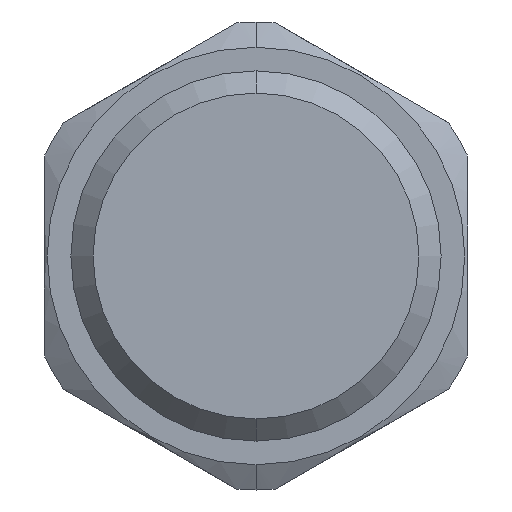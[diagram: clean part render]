
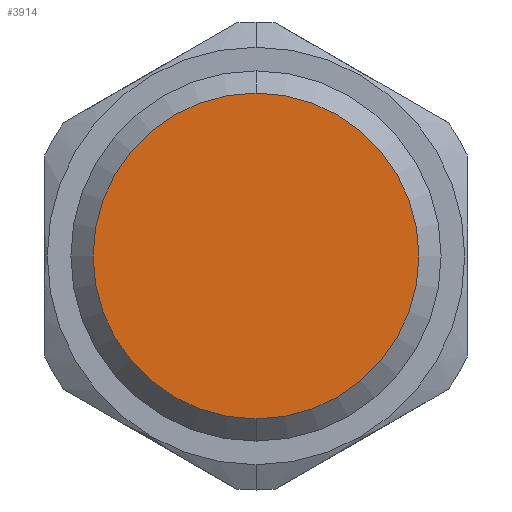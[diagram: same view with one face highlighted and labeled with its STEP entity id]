
A CAD part, left-side view. The second image highlights one B-rep face of the part: STEP entity #3914.
In plain terms, the highlighted planar face has unit normal (-1, 0, 0).
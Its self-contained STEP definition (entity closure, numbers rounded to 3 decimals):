
#171 = CARTESIAN_POINT ( 'NONE',  ( 0., 0., 11. ) ) ;
#350 = DIRECTION ( 'NONE',  ( 0., 0., -1. ) ) ;
#566 = DIRECTION ( 'NONE',  ( 1., 0., 0. ) ) ;
#1077 = PLANE ( 'NONE',  #6264 ) ;
#1687 = FACE_OUTER_BOUND ( 'NONE', #5488, .T. ) ;
#1747 = CIRCLE ( 'NONE', #5955, 11. ) ;
#2292 = DIRECTION ( 'NONE',  ( 0., 0., -1. ) ) ;
#2590 = ORIENTED_EDGE ( 'NONE', *, *, #9870, .F. ) ;
#2691 = EDGE_CURVE ( 'NONE', #3270, #10208, #3884, .T. ) ;
#3270 = VERTEX_POINT ( 'NONE', #10099 ) ;
#3884 = CIRCLE ( 'NONE', #5235, 11. ) ;
#3914 = ADVANCED_FACE ( 'NONE', ( #1687 ), #1077, .T. ) ;
#5235 = AXIS2_PLACEMENT_3D ( 'NONE', #10690, #5472, #350 ) ;
#5343 = CARTESIAN_POINT ( 'NONE',  ( 0., 0., 0. ) ) ;
#5472 = DIRECTION ( 'NONE',  ( 1., 0., 0. ) ) ;
#5488 = EDGE_LOOP ( 'NONE', ( #6840, #2590 ) ) ;
#5955 = AXIS2_PLACEMENT_3D ( 'NONE', #6558, #566, #2292 ) ;
#6219 = DIRECTION ( 'NONE',  ( -1., 0., 0. ) ) ;
#6264 = AXIS2_PLACEMENT_3D ( 'NONE', #5343, #6219, #9890 ) ;
#6558 = CARTESIAN_POINT ( 'NONE',  ( 0., 0., 0. ) ) ;
#6840 = ORIENTED_EDGE ( 'NONE', *, *, #2691, .F. ) ;
#9870 = EDGE_CURVE ( 'NONE', #10208, #3270, #1747, .T. ) ;
#9890 = DIRECTION ( 'NONE',  ( 0., 0., 1. ) ) ;
#10099 = CARTESIAN_POINT ( 'NONE',  ( 0., 0., -11. ) ) ;
#10208 = VERTEX_POINT ( 'NONE', #171 ) ;
#10690 = CARTESIAN_POINT ( 'NONE',  ( 0., 0., 0. ) ) ;
